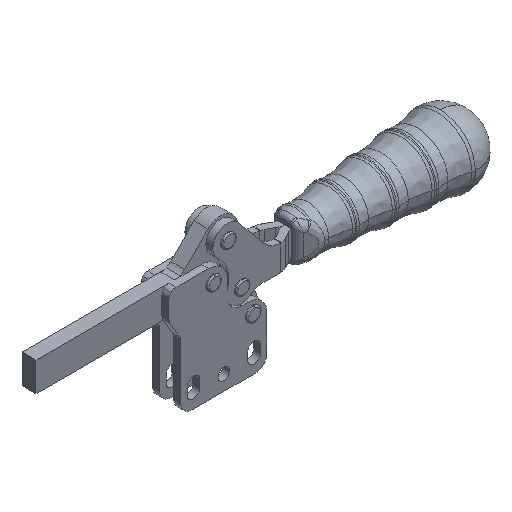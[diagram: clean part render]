
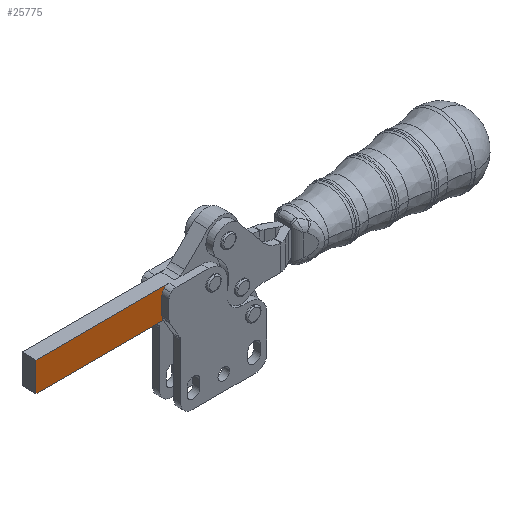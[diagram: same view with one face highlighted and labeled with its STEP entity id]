
A CAD part, isometric view. The second image highlights one B-rep face of the part: STEP entity #25775.
In plain terms, the highlighted planar face has unit normal (0, -1, 0).
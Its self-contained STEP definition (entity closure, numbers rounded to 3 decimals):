
#360=CARTESIAN_POINT('',(54.48,-71.78,2.076));
#361=VERTEX_POINT('',#360);
#377=CARTESIAN_POINT('',(56.601,-71.78,2.954));
#378=VERTEX_POINT('',#377);
#385=CARTESIAN_POINT('',(56.601,-71.78,-0.046));
#386=DIRECTION('',(0.,-1.0,0.));
#387=DIRECTION('',(-0.707,0.,0.707));
#388=AXIS2_PLACEMENT_3D('',#385,#386,#387);
#389=CIRCLE('',#388,3.0);
#390=EDGE_CURVE('',#378,#361,#389,.T.);
#400=CARTESIAN_POINT('',(53.704,-71.78,-8.358));
#401=VERTEX_POINT('',#400);
#410=CARTESIAN_POINT('',(54.003,-71.78,-9.082));
#411=VERTEX_POINT('',#410);
#412=CARTESIAN_POINT('',(56.601,-71.78,-7.582));
#413=DIRECTION('',(0.,-1.0,0.));
#414=DIRECTION('',(-0.966,0.,-0.259));
#415=AXIS2_PLACEMENT_3D('',#412,#413,#414);
#416=CIRCLE('',#415,3.);
#417=EDGE_CURVE('',#401,#411,#416,.T.);
#23914=CARTESIAN_POINT('',(54.271,-71.78,-9.546));
#23915=VERTEX_POINT('',#23914);
#25714=CARTESIAN_POINT('',(44.441,-71.78,-1.054));
#25715=DIRECTION('',(0.0,-1.0,0.0));
#25716=DIRECTION('',(1.0,0.0,0.0));
#25717=AXIS2_PLACEMENT_3D('',#25714,#25715,#25716);
#25718=PLANE('',#25717);
#25719=CARTESIAN_POINT('',(54.271,-71.78,-9.546));
#25720=DIRECTION('',(-0.5,0.0,0.866));
#25721=VECTOR('',#25720,0.536);
#25722=LINE('',#25719,#25721);
#25723=EDGE_CURVE('',#23915,#411,#25722,.T.);
#25724=ORIENTED_EDGE('',*,*,#25723,.T.);
#25725=ORIENTED_EDGE('',*,*,#417,.F.);
#25726=CARTESIAN_POINT('',(53.601,-71.78,-7.582));
#25727=VERTEX_POINT('',#25726);
#25728=CARTESIAN_POINT('',(56.601,-71.78,-7.582));
#25729=DIRECTION('',(0.,-1.0,0.));
#25730=DIRECTION('',(-0.966,0.,-0.259));
#25731=AXIS2_PLACEMENT_3D('',#25728,#25729,#25730);
#25732=CIRCLE('',#25731,3.);
#25733=EDGE_CURVE('',#25727,#401,#25732,.T.);
#25734=ORIENTED_EDGE('',*,*,#25733,.F.);
#25735=CARTESIAN_POINT('',(53.601,-71.78,-0.046));
#25736=VERTEX_POINT('',#25735);
#25737=CARTESIAN_POINT('',(53.601,-71.78,-0.046));
#25738=DIRECTION('',(0.0,0.0,-1.0));
#25739=VECTOR('',#25738,7.536);
#25740=LINE('',#25737,#25739);
#25741=EDGE_CURVE('',#25736,#25727,#25740,.T.);
#25742=ORIENTED_EDGE('',*,*,#25741,.F.);
#25743=CARTESIAN_POINT('',(56.601,-71.78,-0.046));
#25744=DIRECTION('',(0.,-1.0,0.));
#25745=DIRECTION('',(-0.707,0.,0.707));
#25746=AXIS2_PLACEMENT_3D('',#25743,#25744,#25745);
#25747=CIRCLE('',#25746,3.0);
#25748=EDGE_CURVE('',#361,#25736,#25747,.T.);
#25749=ORIENTED_EDGE('',*,*,#25748,.F.);
#25750=ORIENTED_EDGE('',*,*,#390,.F.);
#25751=CARTESIAN_POINT('',(-0.399,-71.78,2.954));
#25752=VERTEX_POINT('',#25751);
#25753=CARTESIAN_POINT('',(-0.399,-71.78,2.954));
#25754=DIRECTION('',(1.0,0.0,0.0));
#25755=VECTOR('',#25754,57.);
#25756=LINE('',#25753,#25755);
#25757=EDGE_CURVE('',#25752,#378,#25756,.T.);
#25758=ORIENTED_EDGE('',*,*,#25757,.F.);
#25759=CARTESIAN_POINT('',(-0.399,-71.78,-9.546));
#25760=VERTEX_POINT('',#25759);
#25761=CARTESIAN_POINT('',(-0.399,-71.78,-9.546));
#25762=DIRECTION('',(0.0,0.0,1.0));
#25763=VECTOR('',#25762,12.5);
#25764=LINE('',#25761,#25763);
#25765=EDGE_CURVE('',#25760,#25752,#25764,.T.);
#25766=ORIENTED_EDGE('',*,*,#25765,.F.);
#25767=CARTESIAN_POINT('',(54.271,-71.78,-9.546));
#25768=DIRECTION('',(-1.0,0.0,0.0));
#25769=VECTOR('',#25768,54.67);
#25770=LINE('',#25767,#25769);
#25771=EDGE_CURVE('',#23915,#25760,#25770,.T.);
#25772=ORIENTED_EDGE('',*,*,#25771,.F.);
#25773=EDGE_LOOP('',(#25724,#25725,#25734,#25742,#25749,#25750,#25758,#25766,#25772));
#25774=FACE_OUTER_BOUND('',#25773,.T.);
#25775=ADVANCED_FACE('',(#25774),#25718,.T.);
